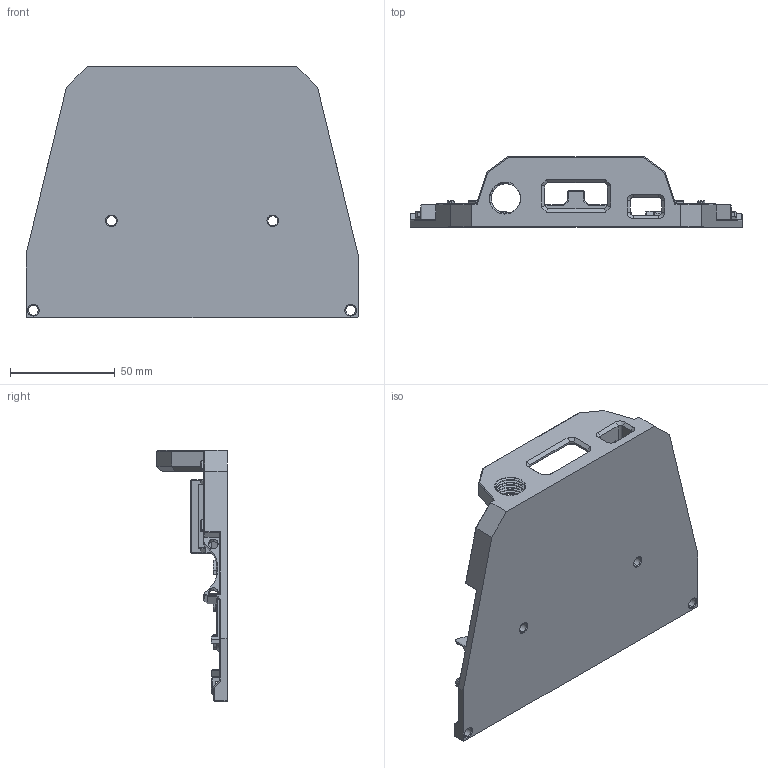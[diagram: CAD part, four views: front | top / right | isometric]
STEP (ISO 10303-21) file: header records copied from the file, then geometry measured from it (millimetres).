
FILE_DESCRIPTION (( 'STEP AP214' ), '1' );
FILE_NAME ('Birdsnest_Fannypack_Base_Rev1.1.STEP', '2024-08-17T03:18:39', ( '' ), ( '' ), 'SwSTEP 2.0', 'SolidWorks 2024', '' );
FILE_SCHEMA (( 'AUTOMOTIVE_DESIGN' ));
Length unit declared in the file: millimetre
Products named in the file (1): Birdsnest_Fannypack_Base_Rev1.1
Bounding box: 158.6 x 33.6 x 120 mm (x, y, z)
Volume: 90890.1 mm3; surface area: 49085.5 mm2
Topology: 1 solids, 1 shells, 752 faces, 1913 edges, 1162 vertices
Faces by surface type: plane 625, cylinder 64, cone 50, bspline 13
Entity records: 23773 total; most frequent: CARTESIAN_POINT 5811, ORIENTED_EDGE 3826, DIRECTION 3463, EDGE_CURVE 1913, VECTOR 1675, LINE 1675, VERTEX_POINT 1162, AXIS2_PLACEMENT_3D 894
